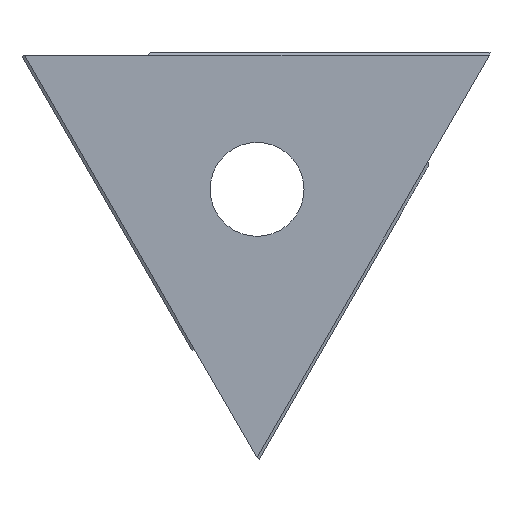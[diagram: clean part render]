
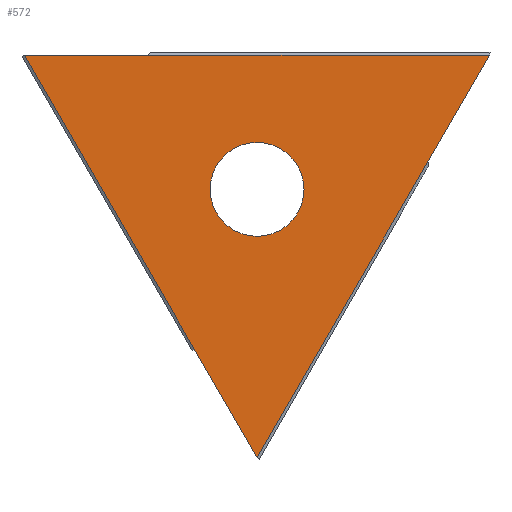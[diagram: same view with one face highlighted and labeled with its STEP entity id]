
A CAD part, front view. The second image highlights one B-rep face of the part: STEP entity #572.
In plain terms, the highlighted planar face has unit normal (0, -1, 0).
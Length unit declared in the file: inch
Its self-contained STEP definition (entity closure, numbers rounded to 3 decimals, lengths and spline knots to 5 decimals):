
#4 = CARTESIAN_POINT ( 'NONE',  ( 0., 0., 0. ) ) ;
#18 = ORIENTED_EDGE ( 'NONE', *, *, #225, .F. ) ;
#24 = EDGE_CURVE ( 'NONE', #227, #360, #434, .T. ) ;
#29 = DIRECTION ( 'NONE',  ( -1., 0., 0. ) ) ;
#34 = LINE ( 'NONE', #284, #513 ) ;
#37 = LINE ( 'NONE', #268, #222 ) ;
#56 = DIRECTION ( 'NONE',  ( 0., 1., 0. ) ) ;
#65 = EDGE_CURVE ( 'NONE', #360, #227, #494, .T. ) ;
#69 = AXIS2_PLACEMENT_3D ( 'NONE', #4, #342, #511 ) ;
#88 = VECTOR ( 'NONE', #440, 39.37008 ) ;
#96 = CARTESIAN_POINT ( 'NONE',  ( 0.31794, 0., 0.18356 ) ) ;
#101 = FACE_BOUND ( 'NONE', #195, .T. ) ;
#135 = VERTEX_POINT ( 'NONE', #96 ) ;
#158 = CARTESIAN_POINT ( 'NONE',  ( -0.31794, 0., 0.18356 ) ) ;
#165 = EDGE_CURVE ( 'NONE', #135, #317, #37, .T. ) ;
#167 = LINE ( 'NONE', #633, #463 ) ;
#181 = EDGE_CURVE ( 'NONE', #474, #319, #667, .T. ) ;
#195 = EDGE_LOOP ( 'NONE', ( #649, #720 ) ) ;
#196 = ORIENTED_EDGE ( 'NONE', *, *, #181, .F. ) ;
#197 = AXIS2_PLACEMENT_3D ( 'NONE', #580, #56, #402 ) ;
#214 = CARTESIAN_POINT ( 'NONE',  ( 0.15897, 0., -0.09178 ) ) ;
#222 = VECTOR ( 'NONE', #29, 39.37008 ) ;
#225 = EDGE_CURVE ( 'NONE', #135, #636, #727, .T. ) ;
#227 = VERTEX_POINT ( 'NONE', #671 ) ;
#237 = VERTEX_POINT ( 'NONE', #158 ) ;
#268 = CARTESIAN_POINT ( 'NONE',  ( 0., 0., 0.18356 ) ) ;
#284 = CARTESIAN_POINT ( 'NONE',  ( -0.32476, 0., 0.18356 ) ) ;
#296 = EDGE_CURVE ( 'NONE', #237, #319, #167, .T. ) ;
#299 = ORIENTED_EDGE ( 'NONE', *, *, #557, .F. ) ;
#317 = VERTEX_POINT ( 'NONE', #515 ) ;
#319 = VERTEX_POINT ( 'NONE', #623 ) ;
#340 = DIRECTION ( 'NONE',  ( 0.5, 0., 0.866 ) ) ;
#342 = DIRECTION ( 'NONE',  ( 0., 1., 0. ) ) ;
#346 = VECTOR ( 'NONE', #340, 39.37008 ) ;
#360 = VERTEX_POINT ( 'NONE', #674 ) ;
#364 = EDGE_CURVE ( 'NONE', #474, #636, #573, .T. ) ;
#375 = EDGE_LOOP ( 'NONE', ( #196, #609, #18, #708, #299, #547 ) ) ;
#378 = AXIS2_PLACEMENT_3D ( 'NONE', #499, #744, #503 ) ;
#393 = DIRECTION ( 'NONE',  ( 1., 0., 0. ) ) ;
#396 = CARTESIAN_POINT ( 'NONE',  ( 0.15897, 0., -0.09178 ) ) ;
#402 = DIRECTION ( 'NONE',  ( 0., 0., 1. ) ) ;
#418 = CARTESIAN_POINT ( 'NONE',  ( 0., 0., -0.36713 ) ) ;
#434 = CIRCLE ( 'NONE', #69, 0.06425 ) ;
#440 = DIRECTION ( 'NONE',  ( -0.5, 0., -0.866 ) ) ;
#442 = CARTESIAN_POINT ( 'NONE',  ( 0.23375, 0., 0.03774 ) ) ;
#463 = VECTOR ( 'NONE', #626, 39.37008 ) ;
#474 = VERTEX_POINT ( 'NONE', #418 ) ;
#487 = DIRECTION ( 'NONE',  ( -0.5, 0., 0.866 ) ) ;
#493 = FACE_OUTER_BOUND ( 'NONE', #375, .T. ) ;
#494 = CIRCLE ( 'NONE', #197, 0.06425 ) ;
#499 = CARTESIAN_POINT ( 'NONE',  ( 0., 0., 0. ) ) ;
#501 = CARTESIAN_POINT ( 'NONE',  ( 0.08346, 0., -0.51169 ) ) ;
#503 = DIRECTION ( 'NONE',  ( 0., 0., 1. ) ) ;
#509 = PLANE ( 'NONE',  #378 ) ;
#511 = DIRECTION ( 'NONE',  ( 0., 0., 1. ) ) ;
#513 = VECTOR ( 'NONE', #393, 39.37008 ) ;
#515 = CARTESIAN_POINT ( 'NONE',  ( -0.14956, 0., 0.18356 ) ) ;
#547 = ORIENTED_EDGE ( 'NONE', *, *, #296, .T. ) ;
#557 = EDGE_CURVE ( 'NONE', #237, #317, #34, .T. ) ;
#572 = ADVANCED_FACE ( 'NONE', ( #101, #493 ), #509, .F. ) ;
#573 = LINE ( 'NONE', #396, #346 ) ;
#580 = CARTESIAN_POINT ( 'NONE',  ( 0., 0., 0. ) ) ;
#609 = ORIENTED_EDGE ( 'NONE', *, *, #364, .T. ) ;
#623 = CARTESIAN_POINT ( 'NONE',  ( -0.08419, 0., -0.22131 ) ) ;
#626 = DIRECTION ( 'NONE',  ( 0.5, 0., -0.866 ) ) ;
#633 = CARTESIAN_POINT ( 'NONE',  ( -0.15897, 0., -0.09178 ) ) ;
#636 = VERTEX_POINT ( 'NONE', #442 ) ;
#643 = VECTOR ( 'NONE', #487, 39.37008 ) ;
#649 = ORIENTED_EDGE ( 'NONE', *, *, #24, .T. ) ;
#667 = LINE ( 'NONE', #501, #643 ) ;
#671 = CARTESIAN_POINT ( 'NONE',  ( 0., 0., 0.06425 ) ) ;
#674 = CARTESIAN_POINT ( 'NONE',  ( 0., 0., -0.06425 ) ) ;
#708 = ORIENTED_EDGE ( 'NONE', *, *, #165, .T. ) ;
#720 = ORIENTED_EDGE ( 'NONE', *, *, #65, .T. ) ;
#727 = LINE ( 'NONE', #214, #88 ) ;
#744 = DIRECTION ( 'NONE',  ( 0., 1., 0. ) ) ;
